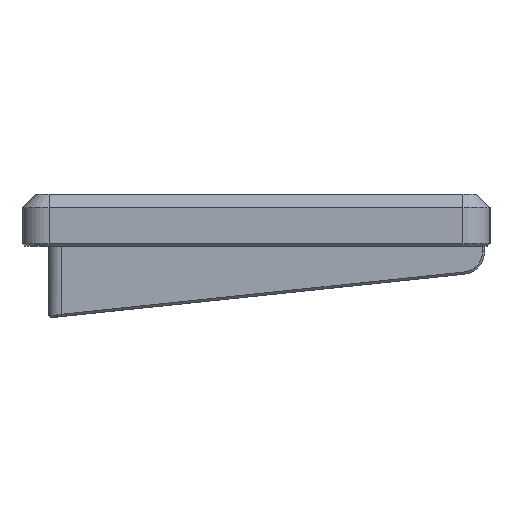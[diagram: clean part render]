
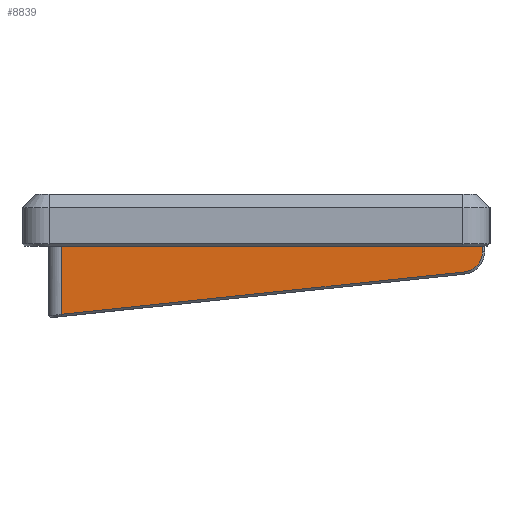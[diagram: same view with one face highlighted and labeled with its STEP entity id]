
A CAD part, left-side view. The second image highlights one B-rep face of the part: STEP entity #8839.
In plain terms, the highlighted planar face has unit normal (-1, 0, 0).
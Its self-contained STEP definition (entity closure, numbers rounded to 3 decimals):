
#122=PLANE('',#9537);
#375=CIRCLE('',#9535,4.5);
#793=FACE_OUTER_BOUND('',#1306,.T.);
#1306=EDGE_LOOP('',(#7081,#7082,#7083,#7084,#7085));
#2426=LINE('',#23106,#3030);
#2440=LINE('',#23255,#3044);
#2441=LINE('',#23257,#3045);
#2442=LINE('',#23258,#3046);
#3030=VECTOR('',#11198,10.);
#3044=VECTOR('',#11232,10.);
#3045=VECTOR('',#11233,10.);
#3046=VECTOR('',#11234,10.);
#3929=VERTEX_POINT('',#23099);
#3932=VERTEX_POINT('',#23104);
#3940=VERTEX_POINT('',#23128);
#3949=VERTEX_POINT('',#23254);
#3950=VERTEX_POINT('',#23256);
#5121=EDGE_CURVE('',#3932,#3929,#2426,.T.);
#5133=EDGE_CURVE('',#3940,#3932,#375,.T.);
#5147=EDGE_CURVE('',#3949,#3940,#2440,.T.);
#5148=EDGE_CURVE('',#3950,#3949,#2441,.T.);
#5149=EDGE_CURVE('',#3929,#3950,#2442,.T.);
#7081=ORIENTED_EDGE('',*,*,#5147,.F.);
#7082=ORIENTED_EDGE('',*,*,#5148,.F.);
#7083=ORIENTED_EDGE('',*,*,#5149,.F.);
#7084=ORIENTED_EDGE('',*,*,#5121,.F.);
#7085=ORIENTED_EDGE('',*,*,#5133,.F.);
#8839=ADVANCED_FACE('',(#793),#122,.T.);
#9535=AXIS2_PLACEMENT_3D('',#23130,#11221,#11222);
#9537=AXIS2_PLACEMENT_3D('',#23253,#11230,#11231);
#11198=DIRECTION('',(0.,0.995,-0.105));
#11221=DIRECTION('center_axis',(1.,0.,0.));
#11222=DIRECTION('ref_axis',(0.,-0.743,-0.669));
#11230=DIRECTION('center_axis',(-1.,0.,0.));
#11231=DIRECTION('ref_axis',(0.,-1.,0.));
#11232=DIRECTION('',(0.,0.,-1.));
#11233=DIRECTION('',(0.,-1.,0.));
#11234=DIRECTION('',(0.,0.,1.));
#23099=CARTESIAN_POINT('',(3.5,94.72,1.115));
#23104=CARTESIAN_POINT('',(3.5,5.4,10.503));
#23106=CARTESIAN_POINT('',(3.5,58.497,4.922));
#23128=CARTESIAN_POINT('',(3.5,1.37,14.979));
#23130=CARTESIAN_POINT('Origin',(3.5,5.87,14.979));
#23253=CARTESIAN_POINT('Origin',(3.5,94.72,0.297));
#23254=CARTESIAN_POINT('',(3.5,1.37,16.247));
#23255=CARTESIAN_POINT('',(3.5,1.37,0.297));
#23256=CARTESIAN_POINT('',(3.5,94.72,16.247));
#23257=CARTESIAN_POINT('',(3.5,73.157,16.247));
#23258=CARTESIAN_POINT('',(3.5,94.72,0.297));
